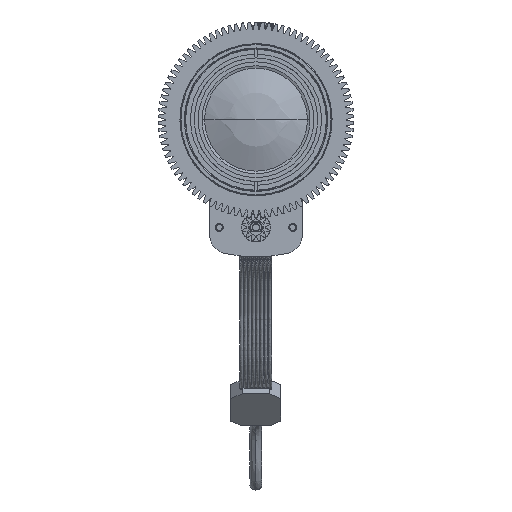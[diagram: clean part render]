
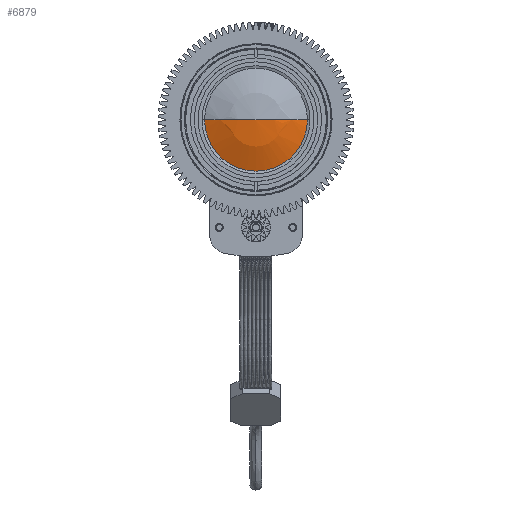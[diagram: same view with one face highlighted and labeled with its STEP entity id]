
A CAD part, left-side view. The second image highlights one B-rep face of the part: STEP entity #6879.
In plain terms, the highlighted spherical face has radius 33 mm.
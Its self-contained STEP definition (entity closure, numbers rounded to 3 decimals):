
#6879 = ADVANCED_FACE('',(#6880),#6909,.T.);
#6880 = FACE_BOUND('',#6881,.T.);
#6881 = EDGE_LOOP('',(#6882,#6893,#6902));
#6882 = ORIENTED_EDGE('',*,*,#6883,.T.);
#6883 = EDGE_CURVE('',#6884,#6886,#6888,.T.);
#6884 = VERTEX_POINT('',#6885);
#6885 = CARTESIAN_POINT('',(-3.756,0.,0.));
#6886 = VERTEX_POINT('',#6887);
#6887 = CARTESIAN_POINT('',(-0.824,13.6,0.));
#6888 = CIRCLE('',#6889,33.);
#6889 = AXIS2_PLACEMENT_3D('',#6890,#6891,#6892);
#6890 = CARTESIAN_POINT('',(29.244,0.,0.));
#6891 = DIRECTION('',(0.,0.,-1.));
#6892 = DIRECTION('',(-1.,0.,0.));
#6893 = ORIENTED_EDGE('',*,*,#6894,.F.);
#6894 = EDGE_CURVE('',#6895,#6886,#6897,.T.);
#6895 = VERTEX_POINT('',#6896);
#6896 = CARTESIAN_POINT('',(-0.824,-13.6,0.));
#6897 = CIRCLE('',#6898,13.6);
#6898 = AXIS2_PLACEMENT_3D('',#6899,#6900,#6901);
#6899 = CARTESIAN_POINT('',(-0.824,0.,0.));
#6900 = DIRECTION('',(1.,0.,0.));
#6901 = DIRECTION('',(0.,-1.,0.));
#6902 = ORIENTED_EDGE('',*,*,#6903,.F.);
#6903 = EDGE_CURVE('',#6884,#6895,#6904,.T.);
#6904 = CIRCLE('',#6905,33.);
#6905 = AXIS2_PLACEMENT_3D('',#6906,#6907,#6908);
#6906 = CARTESIAN_POINT('',(29.244,0.,0.));
#6907 = DIRECTION('',(0.,0.,1.));
#6908 = DIRECTION('',(-1.,0.,0.));
#6909 = SPHERICAL_SURFACE('',#6910,33.);
#6910 = AXIS2_PLACEMENT_3D('',#6911,#6912,#6913);
#6911 = CARTESIAN_POINT('',(29.244,0.,0.));
#6912 = DIRECTION('',(1.,0.,0.));
#6913 = DIRECTION('',(0.,-1.,0.));
